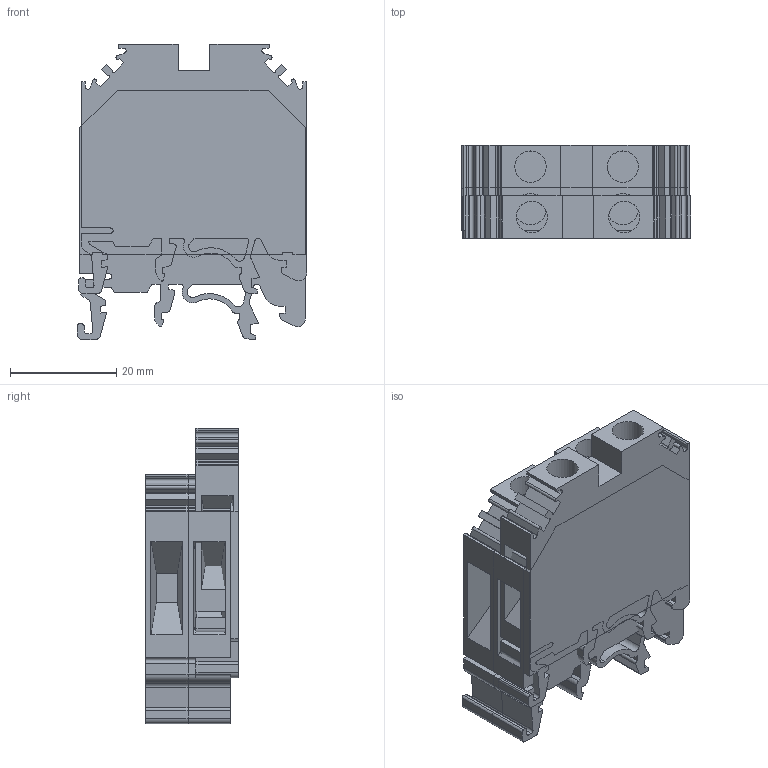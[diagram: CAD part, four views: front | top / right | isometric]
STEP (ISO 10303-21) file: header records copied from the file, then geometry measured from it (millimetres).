
FILE_DESCRIPTION( ( 'Unknown' ), '1' );
FILE_NAME( 'CMDB6-2.stp', 'Unknown', ( 'Unknown' ), ( 'Unknown' ), 'PSStep 14.0', 'Unknown', ' ' );
FILE_SCHEMA( ( 'AUTOMOTIVE_DESIGN { 1 0 10303 214 1 1 1 1 }' ) );
Length unit declared in the file: millimetre
Products named in the file (3): Assem1; EPCTS6U; cts6u
Bounding box: 43.25 x 17.5 x 55.64 mm (x, y, z)
Volume: 37377.6 mm3; surface area: 24607.5 mm2
Topology: 5 solids, 5 shells, 536 faces, 1502 edges, 992 vertices
Faces by surface type: plane 369, cylinder 163, torus 4
Full cylindrical faces by diameter (mm): 1.873 x4, 5.9 x6
Entity records: 7444 total; most frequent: CARTESIAN_POINT 1044, ORIENTED_EDGE 1024, DIRECTION 1004, EDGE_CURVE 512, LINE 400, VECTOR 400, VERTEX_POINT 342, AXIS2_PLACEMENT_3D 302
